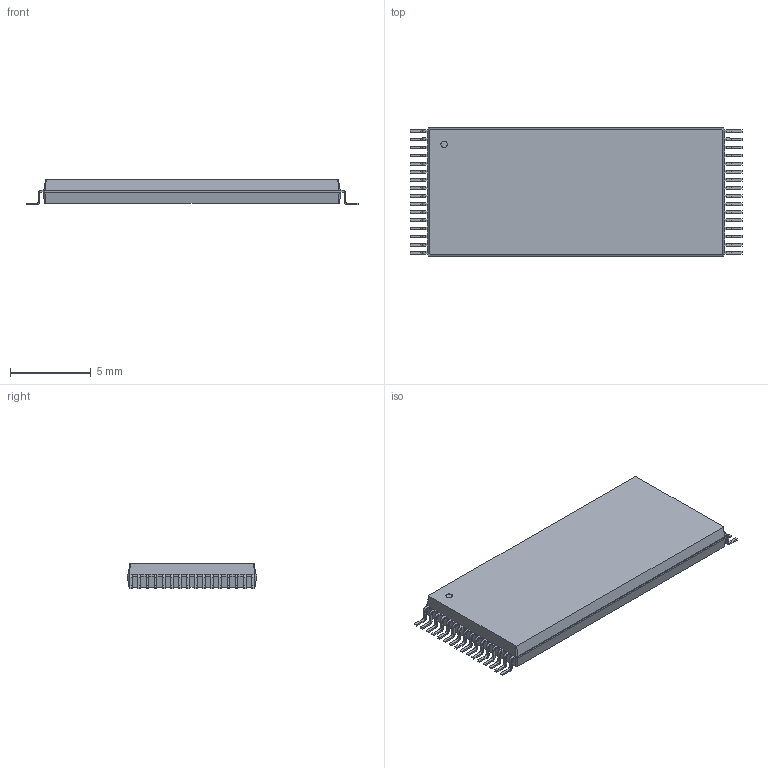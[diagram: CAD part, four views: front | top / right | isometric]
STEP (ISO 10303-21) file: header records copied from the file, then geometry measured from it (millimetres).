
FILE_DESCRIPTION(/* description */ ('model of TSOP-I-32_18.4x8mm_P0.5mm'),/* implementation_level */ '2;1');
FILE_NAME(/* name */ 'TSOP-I-32_18.4x8mm_P0.5mm.step',/* time_stamp */ '2018-11-05T07:07:38',/* author */ ('kicad StepUp','ksu'),/* organization */ ('FreeCAD'),/* preprocessor_version */ 'OCC',/* originating_system */ 'kicad StepUp',/* authorisation */ '');
FILE_SCHEMA(('AUTOMOTIVE_DESIGN { 1 0 10303 214 1 1 1 1 }'));
Length unit declared in the file: millimetre
Products named in the file (1): TSOP_I_32_184x8mm_P05mm
Bounding box: 20.5 x 8 x 1.6 mm (x, y, z)
Volume: 215.8 mm3; surface area: 391.6 mm2
Topology: 1 solids, 1 shells, 516 faces, 1387 edges, 874 vertices
Faces by surface type: plane 331, cylinder 129, bspline 56
Full cylindrical faces by diameter (mm): 0.4 x1
Entity records: 10236 total; most frequent: ORIENTED_EDGE 2381, EDGE_CURVE 1387, CARTESIAN_POINT 1197, VERTEX_POINT 874, LINE 873, AXIS2_PLACEMENT_3D 638, FACE_BOUND 517, EDGE_LOOP 517
